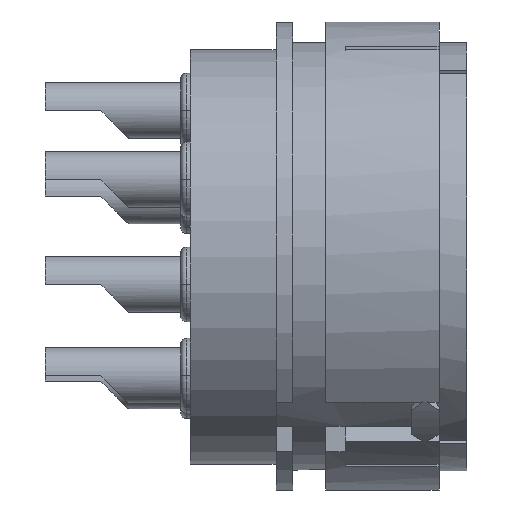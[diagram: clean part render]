
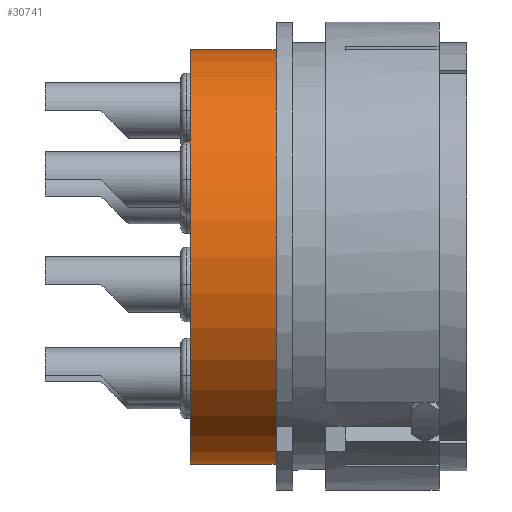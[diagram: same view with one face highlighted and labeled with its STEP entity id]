
A CAD part, left-side view. The second image highlights one B-rep face of the part: STEP entity #30741.
In plain terms, the highlighted cylindrical face has radius 7.5 mm (diameter 15 mm), a partial arc.
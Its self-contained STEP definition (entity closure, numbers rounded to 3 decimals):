
#2596=CARTESIAN_POINT('',(0.,-3.1,0.));
#2597=DIRECTION('',(0.,1.,0.));
#2598=DIRECTION('',(0.,0.,-1.));
#2599=AXIS2_PLACEMENT_3D('',#2596,#2597,#2598);
#2689=DIRECTION('',(0.,-1.,0.));
#2690=VECTOR('',#2689,3.1);
#2691=CARTESIAN_POINT('',(0.,0.,7.5));
#2692=LINE('',#2691,#2690);
#2698=CARTESIAN_POINT('',(0.,0.,0.));
#2699=DIRECTION('',(0.,-1.,0.));
#2700=DIRECTION('',(0.,0.,1.));
#2701=AXIS2_PLACEMENT_3D('',#2698,#2699,#2700);
#4207=DIRECTION('',(0.,-1.,0.));
#4208=VECTOR('',#4207,3.1);
#4209=CARTESIAN_POINT('',(0.,0.,-7.5));
#4210=LINE('',#4209,#4208);
#25101=CARTESIAN_POINT('',(0.,-3.1,7.5));
#25102=CARTESIAN_POINT('',(0.,-3.1,-7.5));
#25103=VERTEX_POINT('',#25101);
#25104=VERTEX_POINT('',#25102);
#25105=CARTESIAN_POINT('',(0.,0.,-7.5));
#25106=CARTESIAN_POINT('',(0.,0.,7.5));
#25107=VERTEX_POINT('',#25105);
#25108=VERTEX_POINT('',#25106);
#30730=CARTESIAN_POINT('',(0.,0.,0.));
#30731=DIRECTION('',(0.,-1.,0.));
#30732=DIRECTION('',(0.,0.,1.));
#30733=AXIS2_PLACEMENT_3D('',#30730,#30731,#30732);
#30734=CYLINDRICAL_SURFACE('',#30733,7.5);
#30735=ORIENTED_EDGE('',*,*,#29931,.F.);
#30736=ORIENTED_EDGE('',*,*,#29920,.T.);
#30737=ORIENTED_EDGE('',*,*,#29774,.F.);
#30738=ORIENTED_EDGE('',*,*,#29917,.F.);
#30739=EDGE_LOOP('',(#30735,#30736,#30737,#30738));
#30740=FACE_OUTER_BOUND('',#30739,.F.);
#2600=CIRCLE('',#2599,7.5);
#2702=CIRCLE('',#2701,7.5);
#29774=EDGE_CURVE('',#25104,#25103,#2600,.T.);
#29917=EDGE_CURVE('',#25107,#25104,#4210,.T.);
#29920=EDGE_CURVE('',#25108,#25103,#2692,.T.);
#29931=EDGE_CURVE('',#25108,#25107,#2702,.T.);
#30741=ADVANCED_FACE('',(#30740),#30734,.T.);
